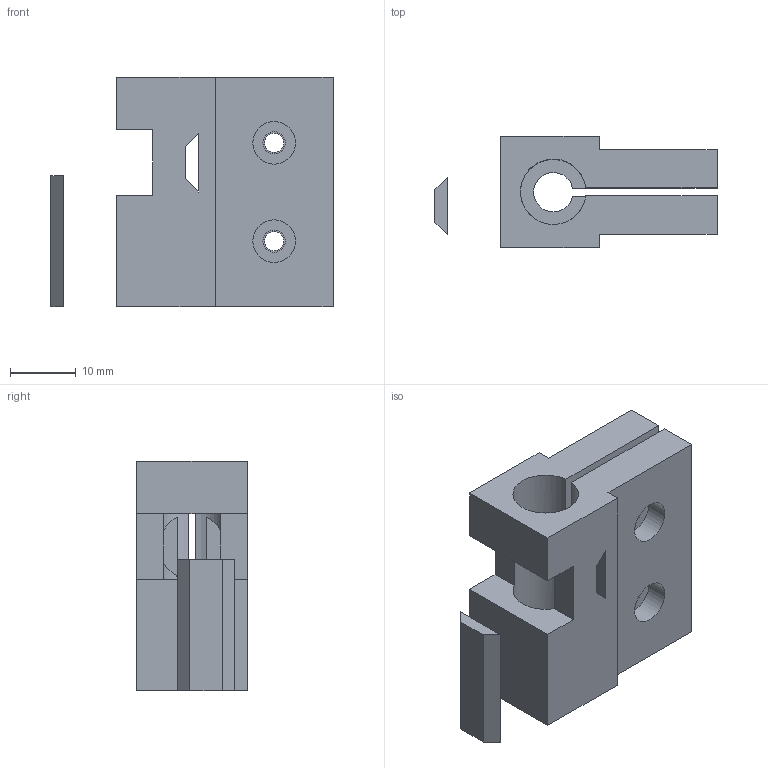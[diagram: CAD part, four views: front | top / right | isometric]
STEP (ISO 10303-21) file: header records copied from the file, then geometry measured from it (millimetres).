
FILE_DESCRIPTION(/* description */ (''),/* implementation_level */ '2;1');
FILE_NAME(/* name */ 'Pipe Guide.stp',/* time_stamp */ '2024-05-06T18:01:52+02:00',/* author */ ('bjoer'),/* organization */ (''),/* preprocessor_version */ 'ST-DEVELOPER v19.2',/* originating_system */ 'Autodesk Inventor 2024',/* authorisation */ '');
FILE_SCHEMA (('AUTOMOTIVE_DESIGN { 1 0 10303 214 3 1 1 }'));
Length unit declared in the file: millimetre
Products named in the file (1): Pipe Guide
Bounding box: 43.05 x 16.88 x 35 mm (x, y, z)
Volume: 12476.8 mm3; surface area: 7385.8 mm2
Topology: 2 solids, 2 shells, 43 faces, 114 edges, 76 vertices
Faces by surface type: plane 35, cylinder 8
Full cylindrical faces by diameter (mm): 2.9 x2, 3.4 x2, 6.5 x2
Entity records: 1400 total; most frequent: CARTESIAN_POINT 234, ORIENTED_EDGE 228, DIRECTION 224, EDGE_CURVE 114, LINE 92, VECTOR 92, VERTEX_POINT 76, AXIS2_PLACEMENT_3D 66
